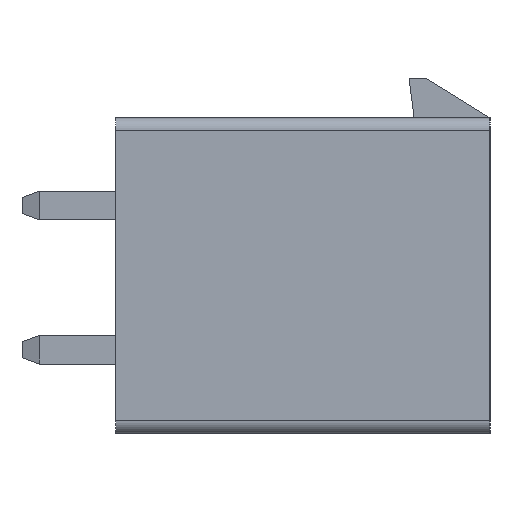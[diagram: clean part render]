
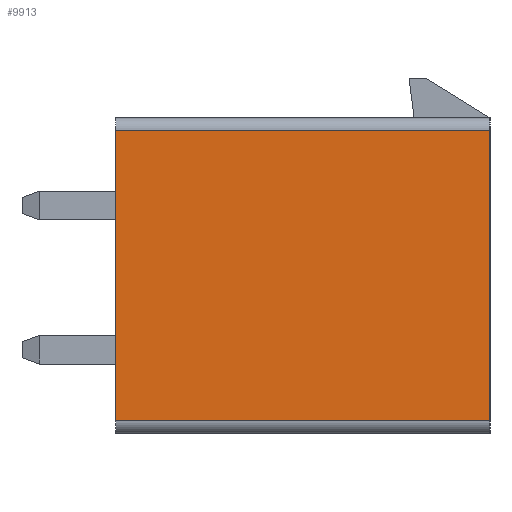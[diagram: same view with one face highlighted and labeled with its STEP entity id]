
A CAD part, left-side view. The second image highlights one B-rep face of the part: STEP entity #9913.
In plain terms, the highlighted planar face has unit normal (-1, 0, 0).
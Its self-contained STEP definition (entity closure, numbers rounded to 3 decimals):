
#2389=ORIENTED_EDGE('',*,*,#4157,.F.);
#2390=ORIENTED_EDGE('',*,*,#4165,.T.);
#2391=ORIENTED_EDGE('',*,*,#3147,.T.);
#2392=ORIENTED_EDGE('',*,*,#4166,.T.);
#3147=EDGE_CURVE('',#4527,#4528,#5369,.T.);
#4157=EDGE_CURVE('',#5166,#5167,#6304,.T.);
#4165=EDGE_CURVE('',#5166,#4527,#6309,.F.);
#4166=EDGE_CURVE('',#4528,#5167,#6310,.T.);
#4527=VERTEX_POINT('',#13685);
#4528=VERTEX_POINT('',#13686);
#5166=VERTEX_POINT('',#15736);
#5167=VERTEX_POINT('',#15738);
#5369=LINE('',#13684,#6645);
#6304=LINE('',#15737,#7580);
#6309=LINE('',#15753,#7585);
#6310=LINE('',#15754,#7586);
#6645=VECTOR('',#10938,1000.);
#7580=VECTOR('',#12829,1000.);
#7585=VECTOR('',#12842,1000.);
#7586=VECTOR('',#12843,1000.);
#8252=EDGE_LOOP('',(#2389,#2390,#2391,#2392));
#8861=FACE_BOUND('',#8252,.T.);
#9368=PLANE('',#10593);
#9913=ADVANCED_FACE('',(#8861),#9368,.T.);
#10593=AXIS2_PLACEMENT_3D('',#15752,#12840,#12841);
#10938=DIRECTION('',(0.,0.,-1.));
#12829=DIRECTION('',(0.,0.,-1.));
#12840=DIRECTION('',(-1.,0.,0.));
#12841=DIRECTION('',(0.,0.,1.));
#12842=DIRECTION('',(0.,-1.,0.));
#12843=DIRECTION('',(0.,-1.,0.));
#13684=CARTESIAN_POINT('',(-17.425,14.8,6.24));
#13685=CARTESIAN_POINT('',(-17.425,14.8,5.74));
#13686=CARTESIAN_POINT('',(-17.425,14.8,-5.74));
#15736=CARTESIAN_POINT('',(-17.425,0.,5.74));
#15737=CARTESIAN_POINT('',(-17.425,0.,6.24));
#15738=CARTESIAN_POINT('',(-17.425,0.,-5.74));
#15752=CARTESIAN_POINT('',(-17.425,14.8,6.24));
#15753=CARTESIAN_POINT('',(-17.425,14.8,5.74));
#15754=CARTESIAN_POINT('',(-17.425,14.8,-5.74));
